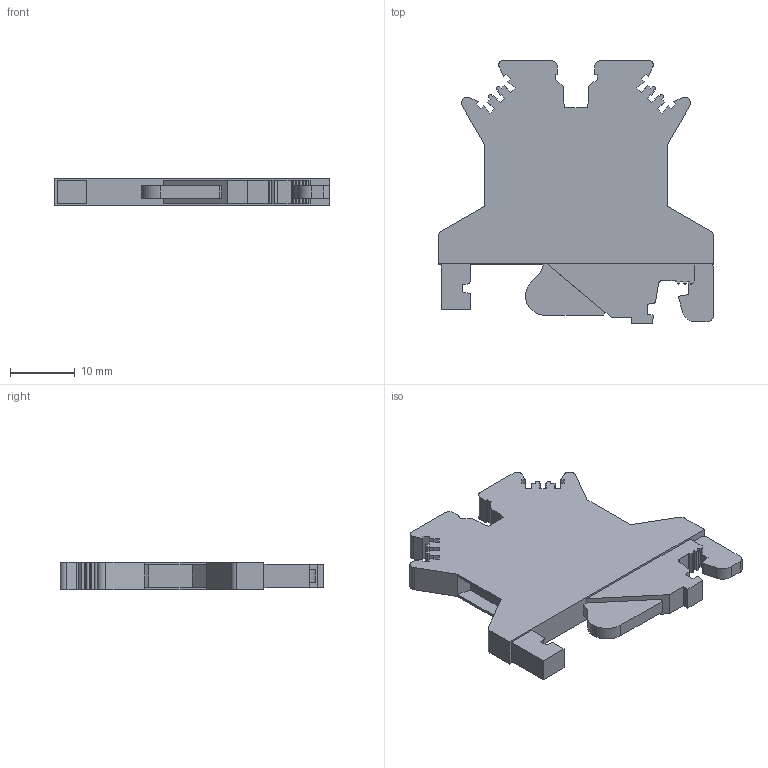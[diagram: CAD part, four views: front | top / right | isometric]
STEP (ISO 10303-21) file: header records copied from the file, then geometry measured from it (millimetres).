
FILE_DESCRIPTION((''),'2;1');
FILE_NAME('PRT0001','2022-11-15T',('Administrator'),(''),'PRO/ENGINEER BY PARAMETRIC TECHNOLOGY CORPORATION, 2013230','PRO/ENGINEER BY PARAMETRIC TECHNOLOGY CORPORATION, 2013230','');
FILE_SCHEMA(('CONFIG_CONTROL_DESIGN'));
Length unit declared in the file: millimetre
Products named in the file (1): PRT0001
Bounding box: 42.5 x 40.6 x 4.2 mm (x, y, z)
Volume: 4437.3 mm3; surface area: 3490.6 mm2
Topology: 1 solids, 1 shells, 195 faces, 557 edges, 368 vertices
Faces by surface type: plane 159, cylinder 36
Entity records: 6329 total; most frequent: CARTESIAN_POINT 1138, ORIENTED_EDGE 1114, DIRECTION 1013, EDGE_CURVE 557, VECTOR 483, LINE 483, VERTEX_POINT 368, AXIS2_PLACEMENT_3D 265
